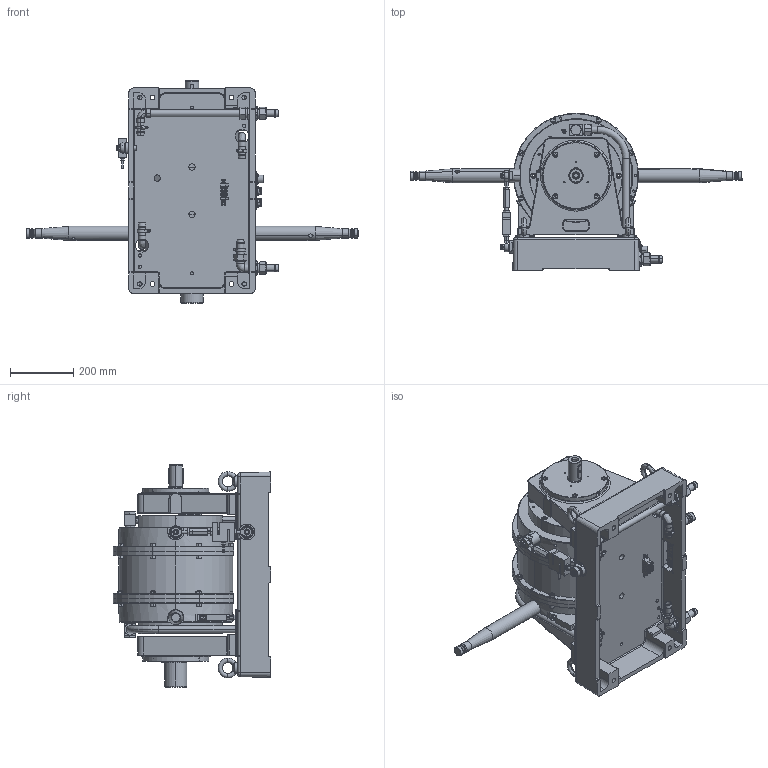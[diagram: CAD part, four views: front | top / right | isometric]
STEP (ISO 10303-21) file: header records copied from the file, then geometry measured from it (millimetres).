
FILE_DESCRIPTION (( 'STEP AP203' ), '1' );
FILE_NAME ('324-201-000-051_EF.STEP', '2010-02-22T09:25:04', ( 'magtrol magtrol sa' ), ( '' ), 'SwSTEP 2.0', 'SolidWorks 2007', '' );
FILE_SCHEMA (( 'CONFIG_CONTROL_DESIGN' ));
Length unit declared in the file: millimetre
Products named in the file (1): 324-201-000-051_EF
Bounding box: 1050 x 497.5 x 703 mm (x, y, z)
Surface area: 2710988.1 mm2 (no closed solid volume)
Topology: 0 solids, 331 shells, 2332 faces, 10101 edges, 7896 vertices
Faces by surface type: plane 975, cylinder 768, cone 287, torus 227, bspline 47, sphere 28
Entity records: 118123 total; most frequent: CARTESIAN_POINT 38902, DIRECTION 15855, ORIENTED_EDGE 14104, EDGE_CURVE 10038, VERTEX_POINT 7882, AXIS2_PLACEMENT_3D 5629, VECTOR 4597, LINE 4597
